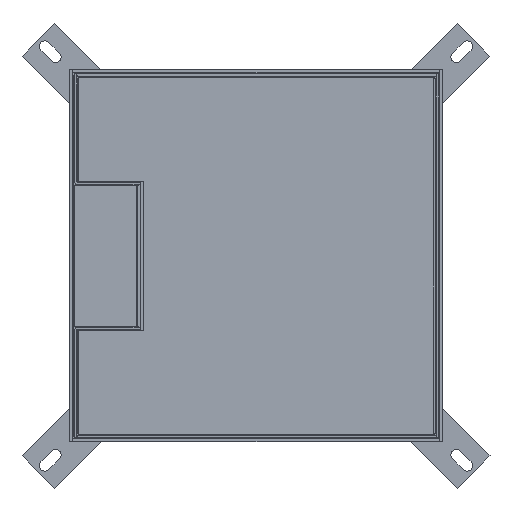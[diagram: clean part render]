
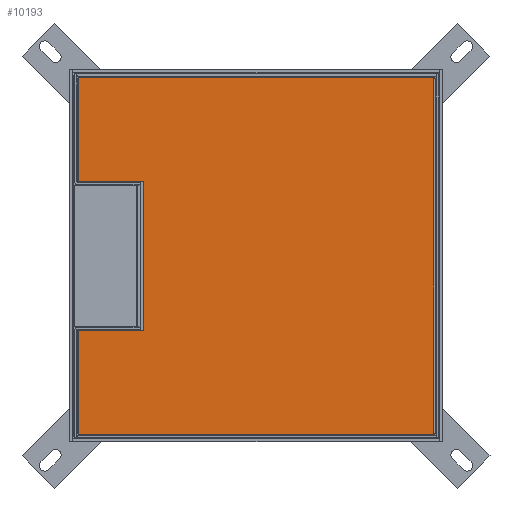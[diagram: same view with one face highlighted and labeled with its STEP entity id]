
A CAD part, top view. The second image highlights one B-rep face of the part: STEP entity #10193.
In plain terms, the highlighted face is planar.
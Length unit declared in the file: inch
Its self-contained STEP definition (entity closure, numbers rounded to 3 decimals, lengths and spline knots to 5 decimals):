
#183 = LINE ( 'NONE', #2723, #11356 ) ;
#663 = ORIENTED_EDGE ( 'NONE', *, *, #6402, .T. ) ;
#731 = EDGE_LOOP ( 'NONE', ( #11588, #6355, #4333, #663, #4631, #9577, #1961, #1334 ) ) ;
#1334 = ORIENTED_EDGE ( 'NONE', *, *, #9464, .T. ) ;
#1739 = VECTOR ( 'NONE', #13960, 39.37008 ) ;
#1961 = ORIENTED_EDGE ( 'NONE', *, *, #9289, .T. ) ;
#1990 = CARTESIAN_POINT ( 'NONE',  ( 1.91535, -2.91339, 0. ) ) ;
#2214 = VECTOR ( 'NONE', #9797, 39.37008 ) ;
#2284 = CARTESIAN_POINT ( 'NONE',  ( 1.91535, -2.91339, 0. ) ) ;
#2433 = VECTOR ( 'NONE', #10110, 39.37008 ) ;
#2723 = CARTESIAN_POINT ( 'NONE',  ( -4.56693, -4.56693, 0. ) ) ;
#3193 = VERTEX_POINT ( 'NONE', #5177 ) ;
#3214 = VECTOR ( 'NONE', #9254, 39.37008 ) ;
#3215 = EDGE_CURVE ( 'NONE', #12470, #3874, #6119, .T. ) ;
#3570 = LINE ( 'NONE', #3879, #3214 ) ;
#3760 = VERTEX_POINT ( 'NONE', #9259 ) ;
#3874 = VERTEX_POINT ( 'NONE', #3940 ) ;
#3875 = VECTOR ( 'NONE', #8795, 39.37008 ) ;
#3879 = CARTESIAN_POINT ( 'NONE',  ( -4.56693, 4.5374, 0. ) ) ;
#3940 = CARTESIAN_POINT ( 'NONE',  ( -1.91535, -4.56693, 0. ) ) ;
#4251 = LINE ( 'NONE', #1990, #9643 ) ;
#4333 = ORIENTED_EDGE ( 'NONE', *, *, #4404, .T. ) ;
#4404 = EDGE_CURVE ( 'NONE', #3193, #12412, #5339, .T. ) ;
#4630 = LINE ( 'NONE', #5338, #1739 ) ;
#4631 = ORIENTED_EDGE ( 'NONE', *, *, #7543, .T. ) ;
#4643 = DIRECTION ( 'NONE',  ( 0., -1., 0. ) ) ;
#4744 = CARTESIAN_POINT ( 'NONE',  ( -1.91535, -2.91339, 0. ) ) ;
#4745 = VECTOR ( 'NONE', #4643, 39.37008 ) ;
#5177 = CARTESIAN_POINT ( 'NONE',  ( -4.56693, -4.56693, 0. ) ) ;
#5338 = CARTESIAN_POINT ( 'NONE',  ( 4.56693, 4.5374, 0. ) ) ;
#5339 = LINE ( 'NONE', #10291, #2433 ) ;
#5438 = DIRECTION ( 'NONE',  ( 0., 0., 1. ) ) ;
#6119 = LINE ( 'NONE', #4744, #4745 ) ;
#6355 = ORIENTED_EDGE ( 'NONE', *, *, #8478, .T. ) ;
#6402 = EDGE_CURVE ( 'NONE', #12412, #12435, #3570, .T. ) ;
#6511 = CARTESIAN_POINT ( 'NONE',  ( -4.56693, -4.56693, 0. ) ) ;
#6734 = LINE ( 'NONE', #2284, #3875 ) ;
#7525 = VERTEX_POINT ( 'NONE', #12864 ) ;
#7543 = EDGE_CURVE ( 'NONE', #12435, #7525, #4630, .T. ) ;
#7749 = VERTEX_POINT ( 'NONE', #12118 ) ;
#8478 = EDGE_CURVE ( 'NONE', #3874, #3193, #183, .T. ) ;
#8795 = DIRECTION ( 'NONE',  ( -1., 0., 0. ) ) ;
#8825 = EDGE_CURVE ( 'NONE', #7525, #7749, #13369, .T. ) ;
#9254 = DIRECTION ( 'NONE',  ( 1., 0., 0. ) ) ;
#9259 = CARTESIAN_POINT ( 'NONE',  ( 1.91535, -2.91339, 0. ) ) ;
#9289 = EDGE_CURVE ( 'NONE', #7749, #3760, #4251, .T. ) ;
#9464 = EDGE_CURVE ( 'NONE', #3760, #12470, #6734, .T. ) ;
#9577 = ORIENTED_EDGE ( 'NONE', *, *, #8825, .T. ) ;
#9643 = VECTOR ( 'NONE', #11777, 39.37008 ) ;
#9797 = DIRECTION ( 'NONE',  ( -1., 0., 0. ) ) ;
#9968 = AXIS2_PLACEMENT_3D ( 'NONE', #11888, #5438, #12968 ) ;
#10110 = DIRECTION ( 'NONE',  ( 0., 1., 0. ) ) ;
#10124 = CARTESIAN_POINT ( 'NONE',  ( 4.56693, 4.5374, 0. ) ) ;
#10193 = ADVANCED_FACE ( 'N', ( #13094 ), #12921, .F. ) ;
#10291 = CARTESIAN_POINT ( 'NONE',  ( -4.56693, 4.5374, 0. ) ) ;
#11356 = VECTOR ( 'NONE', #12465, 39.37008 ) ;
#11588 = ORIENTED_EDGE ( 'NONE', *, *, #3215, .T. ) ;
#11777 = DIRECTION ( 'NONE',  ( 0., 1., 0. ) ) ;
#11888 = CARTESIAN_POINT ( 'NONE',  ( -4.56693, 4.5374, 0. ) ) ;
#12118 = CARTESIAN_POINT ( 'NONE',  ( 1.91535, -4.56693, 0. ) ) ;
#12412 = VERTEX_POINT ( 'NONE', #13492 ) ;
#12435 = VERTEX_POINT ( 'NONE', #10124 ) ;
#12465 = DIRECTION ( 'NONE',  ( -1., 0., 0. ) ) ;
#12470 = VERTEX_POINT ( 'NONE', #13533 ) ;
#12864 = CARTESIAN_POINT ( 'NONE',  ( 4.56693, -4.56693, 0. ) ) ;
#12921 = PLANE ( 'NONE',  #9968 ) ;
#12968 = DIRECTION ( 'NONE',  ( 1., 0., 0. ) ) ;
#13094 = FACE_OUTER_BOUND ( 'NONE', #731, .T. ) ;
#13369 = LINE ( 'NONE', #6511, #2214 ) ;
#13492 = CARTESIAN_POINT ( 'NONE',  ( -4.56693, 4.5374, 0. ) ) ;
#13533 = CARTESIAN_POINT ( 'NONE',  ( -1.91535, -2.91339, 0. ) ) ;
#13960 = DIRECTION ( 'NONE',  ( 0., -1., 0. ) ) ;
